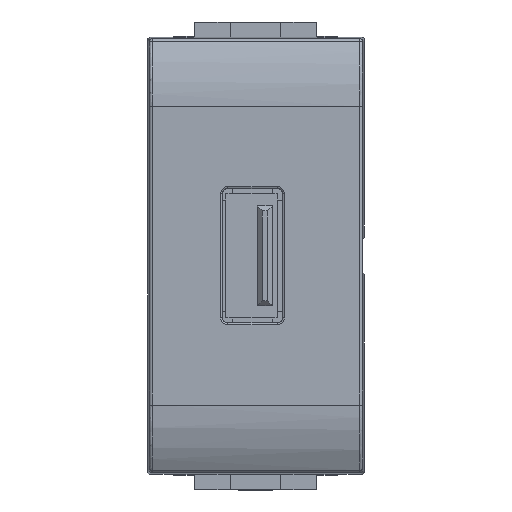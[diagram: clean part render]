
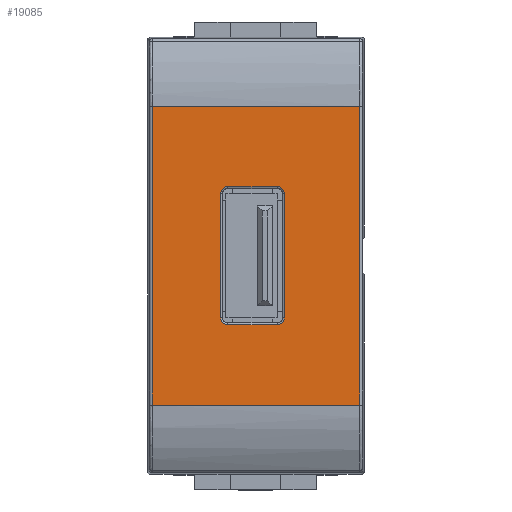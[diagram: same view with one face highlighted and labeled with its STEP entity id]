
A CAD part, top view. The second image highlights one B-rep face of the part: STEP entity #19085.
In plain terms, the highlighted planar face has unit normal (0, 0, 1).
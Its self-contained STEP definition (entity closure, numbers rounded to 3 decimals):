
#162 = CARTESIAN_POINT ( 'NONE',  ( -25.5, -6.25, 11. ) ) ;
#194 = CARTESIAN_POINT ( 'NONE',  ( -24.8, -6.25, 11. ) ) ;
#799 = EDGE_CURVE ( 'NONE', #7693, #14720, #5307, .T. ) ;
#1845 = CARTESIAN_POINT ( 'NONE',  ( -32.363, -15., 11. ) ) ;
#2091 = CARTESIAN_POINT ( 'NONE',  ( -11.537, -15., 11. ) ) ;
#2302 = EDGE_CURVE ( 'NONE', #15673, #24847, #25516, .T. ) ;
#2477 = ORIENTED_EDGE ( 'NONE', *, *, #9412, .T. ) ;
#2709 = DIRECTION ( 'NONE',  ( 1., 0., 0. ) ) ;
#2726 = AXIS2_PLACEMENT_3D ( 'NONE', #18386, #20553, #8772 ) ;
#2849 = ORIENTED_EDGE ( 'NONE', *, *, #5588, .T. ) ;
#2876 = VERTEX_POINT ( 'NONE', #12832 ) ;
#3929 = DIRECTION ( 'NONE',  ( 0., -1., 0. ) ) ;
#3934 = VECTOR ( 'NONE', #23707, 1000. ) ;
#4523 = CARTESIAN_POINT ( 'NONE',  ( -11.537, 15., 11. ) ) ;
#4823 = VECTOR ( 'NONE', #8515, 1000. ) ;
#5199 = AXIS2_PLACEMENT_3D ( 'NONE', #18778, #5210, #8843 ) ;
#5210 = DIRECTION ( 'NONE',  ( 0., 0., -1. ) ) ;
#5270 = FACE_OUTER_BOUND ( 'NONE', #19762, .T. ) ;
#5307 = LINE ( 'NONE', #18335, #6234 ) ;
#5540 = DIRECTION ( 'NONE',  ( 0., 1., 0. ) ) ;
#5588 = EDGE_CURVE ( 'NONE', #24847, #9720, #22303, .T. ) ;
#6234 = VECTOR ( 'NONE', #12463, 1000. ) ;
#6708 = VERTEX_POINT ( 'NONE', #162 ) ;
#7092 = CARTESIAN_POINT ( 'NONE',  ( -9.85, -15., 11. ) ) ;
#7319 = VERTEX_POINT ( 'NONE', #19001 ) ;
#7693 = VERTEX_POINT ( 'NONE', #18464 ) ;
#8371 = FACE_BOUND ( 'NONE', #21157, .T. ) ;
#8515 = DIRECTION ( 'NONE',  ( 0., -1., 0. ) ) ;
#8685 = AXIS2_PLACEMENT_3D ( 'NONE', #25537, #25376, #13515 ) ;
#8772 = DIRECTION ( 'NONE',  ( 1., 0., 0. ) ) ;
#8843 = DIRECTION ( 'NONE',  ( 1., 0., 0. ) ) ;
#9223 = ORIENTED_EDGE ( 'NONE', *, *, #21677, .T. ) ;
#9412 = EDGE_CURVE ( 'NONE', #14720, #2876, #22610, .T. ) ;
#9502 = CIRCLE ( 'NONE', #9587, 0.7 ) ;
#9587 = AXIS2_PLACEMENT_3D ( 'NONE', #194, #10108, #16154 ) ;
#9720 = VERTEX_POINT ( 'NONE', #1845 ) ;
#9922 = AXIS2_PLACEMENT_3D ( 'NONE', #18670, #14536, #2709 ) ;
#10104 = EDGE_CURVE ( 'NONE', #21089, #7693, #13622, .T. ) ;
#10108 = DIRECTION ( 'NONE',  ( 0., 0., -1. ) ) ;
#10217 = DIRECTION ( 'NONE',  ( 0., 1., 0. ) ) ;
#10993 = VERTEX_POINT ( 'NONE', #2091 ) ;
#11163 = VECTOR ( 'NONE', #3929, 1000. ) ;
#11352 = CARTESIAN_POINT ( 'NONE',  ( -19.1, -6.25, 11. ) ) ;
#11564 = VECTOR ( 'NONE', #23241, 1000. ) ;
#11697 = CARTESIAN_POINT ( 'NONE',  ( -24.8, -6.95, 11. ) ) ;
#11791 = DIRECTION ( 'NONE',  ( -1., 0., 0. ) ) ;
#11962 = EDGE_CURVE ( 'NONE', #6708, #21089, #22213, .T. ) ;
#12064 = ORIENTED_EDGE ( 'NONE', *, *, #14891, .T. ) ;
#12248 = CARTESIAN_POINT ( 'NONE',  ( -19.1, -6.25, 11. ) ) ;
#12463 = DIRECTION ( 'NONE',  ( 1., 0., 0. ) ) ;
#12499 = ORIENTED_EDGE ( 'NONE', *, *, #2302, .T. ) ;
#12832 = CARTESIAN_POINT ( 'NONE',  ( -19.1, 6.25, 11. ) ) ;
#13515 = DIRECTION ( 'NONE',  ( 1., 0., 0. ) ) ;
#13536 = ORIENTED_EDGE ( 'NONE', *, *, #15286, .T. ) ;
#13622 = CIRCLE ( 'NONE', #5199, 0.7 ) ;
#14536 = DIRECTION ( 'NONE',  ( 0., 0., -1. ) ) ;
#14720 = VERTEX_POINT ( 'NONE', #15720 ) ;
#14744 = VECTOR ( 'NONE', #10217, 1000. ) ;
#14891 = EDGE_CURVE ( 'NONE', #15576, #6708, #9502, .T. ) ;
#15286 = EDGE_CURVE ( 'NONE', #10993, #15673, #16612, .T. ) ;
#15291 = CARTESIAN_POINT ( 'NONE',  ( -24.8, -6.95, 11. ) ) ;
#15346 = EDGE_CURVE ( 'NONE', #20260, #7319, #23044, .T. ) ;
#15369 = CARTESIAN_POINT ( 'NONE',  ( -25.5, 6.25, 11. ) ) ;
#15576 = VERTEX_POINT ( 'NONE', #15291 ) ;
#15644 = LINE ( 'NONE', #12248, #4823 ) ;
#15673 = VERTEX_POINT ( 'NONE', #16053 ) ;
#15720 = CARTESIAN_POINT ( 'NONE',  ( -19.8, 6.95, 11. ) ) ;
#15724 = ORIENTED_EDGE ( 'NONE', *, *, #11962, .T. ) ;
#15741 = VECTOR ( 'NONE', #11791, 1000. ) ;
#15757 = CARTESIAN_POINT ( 'NONE',  ( -32.363, -15., 11. ) ) ;
#16053 = CARTESIAN_POINT ( 'NONE',  ( -11.537, 15., 11. ) ) ;
#16154 = DIRECTION ( 'NONE',  ( 1., 0., 0. ) ) ;
#16530 = EDGE_CURVE ( 'NONE', #10993, #9720, #16831, .T. ) ;
#16612 = LINE ( 'NONE', #4523, #14744 ) ;
#16757 = CARTESIAN_POINT ( 'NONE',  ( -32.363, 15., 11. ) ) ;
#16831 = LINE ( 'NONE', #7092, #11564 ) ;
#16958 = VECTOR ( 'NONE', #5540, 1000. ) ;
#17198 = ORIENTED_EDGE ( 'NONE', *, *, #16530, .F. ) ;
#17783 = CARTESIAN_POINT ( 'NONE',  ( -9.85, 15., 11. ) ) ;
#18335 = CARTESIAN_POINT ( 'NONE',  ( -19.8, 6.95, 11. ) ) ;
#18386 = CARTESIAN_POINT ( 'NONE',  ( -19.8, 6.25, 11. ) ) ;
#18464 = CARTESIAN_POINT ( 'NONE',  ( -24.8, 6.95, 11. ) ) ;
#18651 = ORIENTED_EDGE ( 'NONE', *, *, #15346, .T. ) ;
#18670 = CARTESIAN_POINT ( 'NONE',  ( -19.8, -6.25, 11. ) ) ;
#18778 = CARTESIAN_POINT ( 'NONE',  ( -24.8, 6.25, 11. ) ) ;
#19001 = CARTESIAN_POINT ( 'NONE',  ( -19.8, -6.95, 11. ) ) ;
#19085 = ADVANCED_FACE ( 'NONE', ( #5270, #8371 ), #25460, .T. ) ;
#19762 = EDGE_LOOP ( 'NONE', ( #17198, #13536, #12499, #2849 ) ) ;
#20260 = VERTEX_POINT ( 'NONE', #11352 ) ;
#20553 = DIRECTION ( 'NONE',  ( 0., 0., -1. ) ) ;
#21023 = LINE ( 'NONE', #11697, #15741 ) ;
#21089 = VERTEX_POINT ( 'NONE', #15369 ) ;
#21157 = EDGE_LOOP ( 'NONE', ( #23345, #2477, #22697, #18651, #9223, #12064, #15724, #24388 ) ) ;
#21677 = EDGE_CURVE ( 'NONE', #7319, #15576, #21023, .T. ) ;
#22213 = LINE ( 'NONE', #25200, #16958 ) ;
#22303 = LINE ( 'NONE', #15757, #11163 ) ;
#22610 = CIRCLE ( 'NONE', #2726, 0.7 ) ;
#22697 = ORIENTED_EDGE ( 'NONE', *, *, #23687, .T. ) ;
#23044 = CIRCLE ( 'NONE', #9922, 0.7 ) ;
#23241 = DIRECTION ( 'NONE',  ( -1., 0., 0. ) ) ;
#23345 = ORIENTED_EDGE ( 'NONE', *, *, #799, .T. ) ;
#23687 = EDGE_CURVE ( 'NONE', #2876, #20260, #15644, .T. ) ;
#23707 = DIRECTION ( 'NONE',  ( -1., 0., 0. ) ) ;
#24388 = ORIENTED_EDGE ( 'NONE', *, *, #10104, .T. ) ;
#24847 = VERTEX_POINT ( 'NONE', #16757 ) ;
#25200 = CARTESIAN_POINT ( 'NONE',  ( -25.5, 6.25, 11. ) ) ;
#25376 = DIRECTION ( 'NONE',  ( 0., 0., 1. ) ) ;
#25460 = PLANE ( 'NONE',  #8685 ) ;
#25516 = LINE ( 'NONE', #17783, #3934 ) ;
#25537 = CARTESIAN_POINT ( 'NONE',  ( 0., 0., 11. ) ) ;
